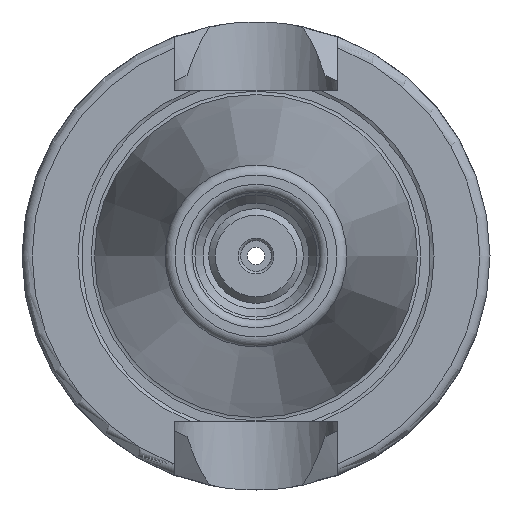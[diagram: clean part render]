
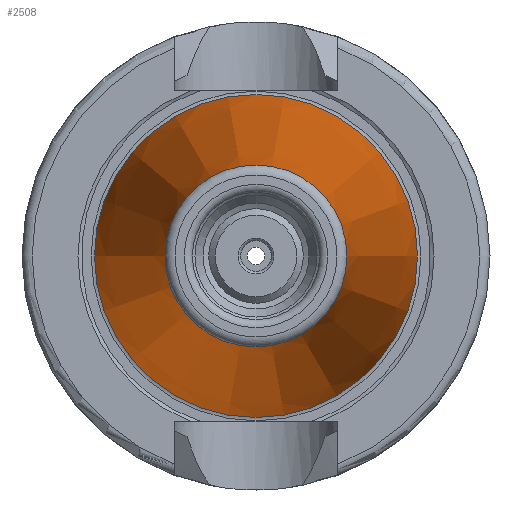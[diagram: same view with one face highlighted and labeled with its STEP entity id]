
A CAD part, left-side view. The second image highlights one B-rep face of the part: STEP entity #2508.
In plain terms, the highlighted conical face has half-angle 8.297 degrees and reference radius 12.408 mm.
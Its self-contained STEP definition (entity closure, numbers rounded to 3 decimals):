
#2474=CARTESIAN_POINT('',(-47.544,8.941,0.0));
#2475=VERTEX_POINT('',#2474);
#2476=CARTESIAN_POINT('',(-47.544,0.,0.0));
#2477=DIRECTION('',(1.0,0.0,0.0));
#2478=DIRECTION('',(0.0,1.0,0.0));
#2479=AXIS2_PLACEMENT_3D('',#2476,#2477,#2478);
#2480=CIRCLE('',#2479,8.941);
#2481=EDGE_CURVE('',#2475,#2475,#2480,.T.);
#2489=CARTESIAN_POINT('',(-23.772,0.,0.0));
#2490=DIRECTION('',(1.0,0.0,0.0));
#2491=DIRECTION('',(0.0,1.0,0.0));
#2492=AXIS2_PLACEMENT_3D('',#2489,#2490,#2491);
#2493=CONICAL_SURFACE('',#2492,12.408,8.297);
#2494=CARTESIAN_POINT('',(0.,15.875,0.0));
#2495=VERTEX_POINT('',#2494);
#2496=CARTESIAN_POINT('',(0.,0.,0.0));
#2497=DIRECTION('',(1.0,0.0,0.0));
#2498=DIRECTION('',(0.0,1.0,0.0));
#2499=AXIS2_PLACEMENT_3D('',#2496,#2497,#2498);
#2500=CIRCLE('',#2499,15.875);
#2501=EDGE_CURVE('',#2495,#2495,#2500,.T.);
#2502=ORIENTED_EDGE('',*,*,#2501,.F.);
#2503=EDGE_LOOP('',(#2502));
#2504=FACE_OUTER_BOUND('',#2503,.T.);
#2505=ORIENTED_EDGE('',*,*,#2481,.T.);
#2506=EDGE_LOOP('',(#2505));
#2507=FACE_BOUND('',#2506,.T.);
#2508=ADVANCED_FACE('',(#2504,#2507),#2493,.T.);
